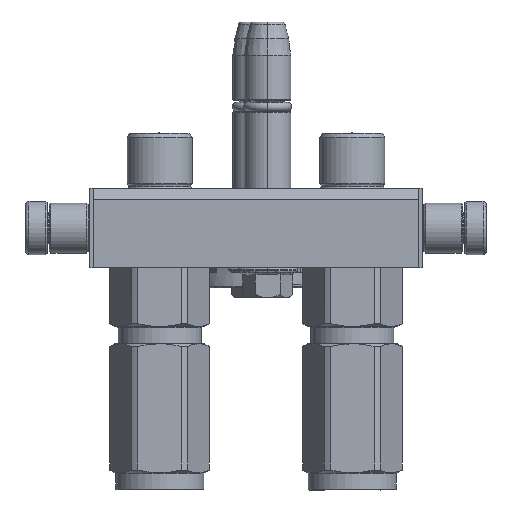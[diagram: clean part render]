
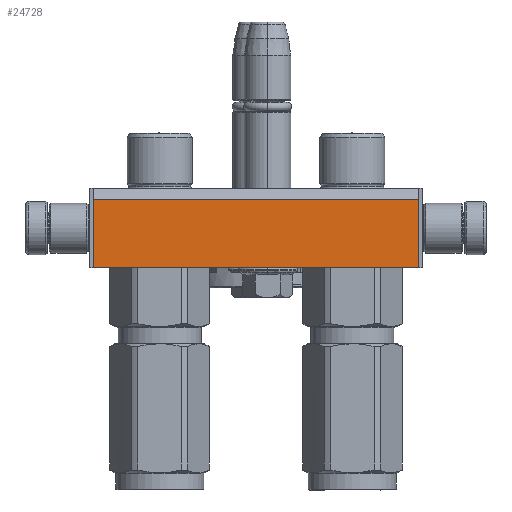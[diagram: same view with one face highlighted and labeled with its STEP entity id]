
A CAD part, left-side view. The second image highlights one B-rep face of the part: STEP entity #24728.
In plain terms, the highlighted face is planar.
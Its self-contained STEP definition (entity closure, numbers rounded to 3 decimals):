
#1426 = DIRECTION ( 'NONE',  ( 1., 0., 0. ) ) ;
#5719 = VERTEX_POINT ( 'NONE', #24645 ) ;
#6379 = EDGE_CURVE ( 'NONE', #11883, #52775, #54972, .T. ) ;
#6432 = LINE ( 'NONE', #46137, #31453 ) ;
#7033 = FACE_OUTER_BOUND ( 'NONE', #50267, .T. ) ;
#7457 = VECTOR ( 'NONE', #35400, 1000. ) ;
#9253 = LINE ( 'NONE', #25182, #70342 ) ;
#10898 = ORIENTED_EDGE ( 'NONE', *, *, #6379, .F. ) ;
#11586 = AXIS2_PLACEMENT_3D ( 'NONE', #70167, #34723, #52307 ) ;
#11883 = VERTEX_POINT ( 'NONE', #62585 ) ;
#19857 = EDGE_CURVE ( 'NONE', #52775, #5719, #9253, .T. ) ;
#23335 = DIRECTION ( 'NONE',  ( 0., 1., 0. ) ) ;
#24645 = CARTESIAN_POINT ( 'NONE',  ( 78., 24., 24. ) ) ;
#24728 = ADVANCED_FACE ( 'NONE', ( #7033 ), #69392, .T. ) ;
#25182 = CARTESIAN_POINT ( 'NONE',  ( -20., 24., 24. ) ) ;
#27847 = VERTEX_POINT ( 'NONE', #59060 ) ;
#28139 = DIRECTION ( 'NONE',  ( 0., 1., 0. ) ) ;
#31407 = ORIENTED_EDGE ( 'NONE', *, *, #73287, .T. ) ;
#31453 = VECTOR ( 'NONE', #28139, 1000. ) ;
#34723 = DIRECTION ( 'NONE',  ( 0., 0., 1. ) ) ;
#35400 = DIRECTION ( 'NONE',  ( 1., 0., 0. ) ) ;
#36010 = CARTESIAN_POINT ( 'NONE',  ( -20., 3.464, 24. ) ) ;
#45798 = ORIENTED_EDGE ( 'NONE', *, *, #19857, .F. ) ;
#46137 = CARTESIAN_POINT ( 'NONE',  ( 78., 3.464, 24. ) ) ;
#47515 = VECTOR ( 'NONE', #23335, 1000. ) ;
#50267 = EDGE_LOOP ( 'NONE', ( #45798, #10898, #62946, #31407 ) ) ;
#52307 = DIRECTION ( 'NONE',  ( 1., 0., 0. ) ) ;
#52775 = VERTEX_POINT ( 'NONE', #63759 ) ;
#54972 = LINE ( 'NONE', #36010, #47515 ) ;
#59060 = CARTESIAN_POINT ( 'NONE',  ( 78., 3.464, 24. ) ) ;
#62585 = CARTESIAN_POINT ( 'NONE',  ( -20., 3.464, 24. ) ) ;
#62946 = ORIENTED_EDGE ( 'NONE', *, *, #63700, .T. ) ;
#63700 = EDGE_CURVE ( 'NONE', #11883, #27847, #71365, .T. ) ;
#63759 = CARTESIAN_POINT ( 'NONE',  ( -20., 24., 24. ) ) ;
#69392 = PLANE ( 'NONE',  #11586 ) ;
#70167 = CARTESIAN_POINT ( 'NONE',  ( -21., 0., 24. ) ) ;
#70342 = VECTOR ( 'NONE', #1426, 1000. ) ;
#70609 = CARTESIAN_POINT ( 'NONE',  ( -20., 3.464, 24. ) ) ;
#71365 = LINE ( 'NONE', #70609, #7457 ) ;
#73287 = EDGE_CURVE ( 'NONE', #27847, #5719, #6432, .T. ) ;
